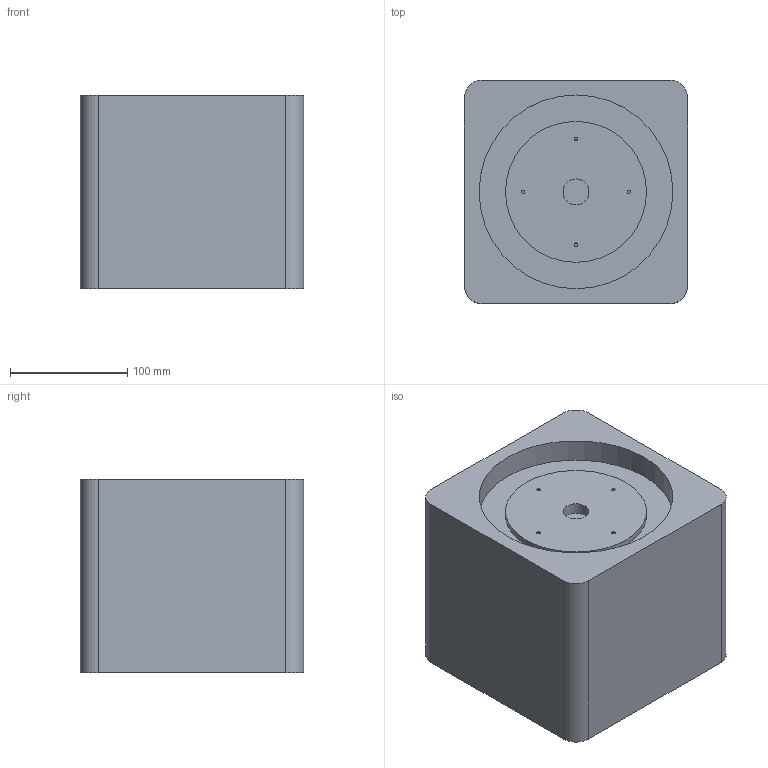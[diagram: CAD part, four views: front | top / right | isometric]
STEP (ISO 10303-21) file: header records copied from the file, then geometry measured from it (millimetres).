
FILE_DESCRIPTION(('FreeCAD Model'),'2;1');
FILE_NAME('Open CASCADE Shape Model','2024-08-13T08:50:33',('Author'),( ''),'Open CASCADE STEP processor 7.6','FreeCAD','Unknown');
FILE_SCHEMA(('AUTOMOTIVE_DESIGN { 1 0 10303 214 1 1 1 1 }'));
Length unit declared in the file: millimetre
Products named in the file (1): Fix_Base_001
Bounding box: 190 x 190 x 165 mm (x, y, z)
Volume: 3310583 mm3; surface area: 352682.3 mm2
Topology: 1 solids, 1 shells, 82 faces, 187 edges, 115 vertices
Faces by surface type: plane 67, cylinder 15
Full cylindrical faces by diameter (mm): 3 x4, 8 x4, 22 x1, 120 x1, 165 x1
Entity records: 2292 total; most frequent: CARTESIAN_POINT 385, DIRECTION 384, ORIENTED_EDGE 374, EDGE_CURVE 187, LINE 156, VECTOR 156, VERTEX_POINT 115, AXIS2_PLACEMENT_3D 114
